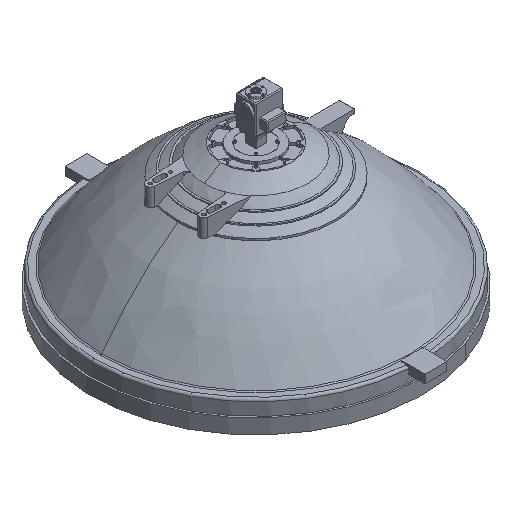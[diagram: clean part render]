
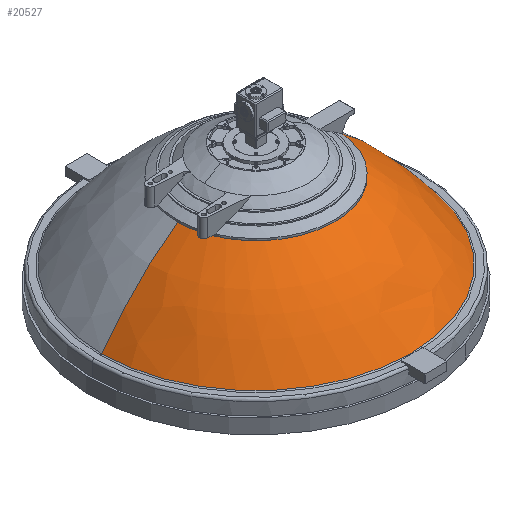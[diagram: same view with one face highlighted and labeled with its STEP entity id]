
A CAD part, isometric view. The second image highlights one B-rep face of the part: STEP entity #20527.
In plain terms, the highlighted free-form (B-spline) face has degree [3, 3] with [7, 4] control points.
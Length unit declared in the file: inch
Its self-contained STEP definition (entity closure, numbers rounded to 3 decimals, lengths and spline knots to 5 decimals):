
#490 = CARTESIAN_POINT ( 'NONE',  ( 9.24374, -0.39011, -3.493 ) ) ;
#2550 = CARTESIAN_POINT ( 'NONE',  ( -16.39827, -32.79654, -10.16572 ) ) ;
#4323 = CARTESIAN_POINT ( 'NONE',  ( 11.89074, 0., -5.46483 ) ) ;
#4829 = CARTESIAN_POINT ( 'NONE',  ( 16.39827, -32.79654, -10.16572 ) ) ;
#8242 = DIRECTION ( 'NONE',  ( 0., 0., -1. ) ) ;
#9828 = CARTESIAN_POINT ( 'NONE',  ( -18.16939, -36.33877, -12.45577 ) ) ;
#10266 = CARTESIAN_POINT ( 'NONE',  ( -16.39827, 0., -10.16572 ) ) ;
#10504 =( BOUNDED_SURFACE ( )  B_SPLINE_SURFACE ( 3, 3, ( 
 ( #26581, #17037, #85004, #38280 ),
 ( #11596, #38774, #78216, #46512 ),
 ( #4323, #12053, #70989, #83207 ),
 ( #77755, #19297, #75966, #53301 ),
 ( #68739, #4829, #2550, #67797 ),
 ( #46011, #19763, #54253, #61484 ),
 ( #18832, #90906, #9828, #75008 ) ),
 .UNSPECIFIED., .F., .F., .T. ) 
 B_SPLINE_SURFACE_WITH_KNOTS ( ( 4, 1, 1, 1, 4 ),
 ( 4, 4 ),
 ( 0., 4183.51976, 8344.22716, 12881.80577, 16134.50374 ),
 ( 0., 1. ),
 .UNSPECIFIED. ) 
 GEOMETRIC_REPRESENTATION_ITEM ( )  RATIONAL_B_SPLINE_SURFACE ( (
 ( 1., 0.333, 0.333, 1.),
 ( 1., 0.333, 0.333, 1.),
 ( 1., 0.333, 0.333, 1.),
 ( 1., 0.333, 0.333, 1.),
 ( 1., 0.333, 0.333, 1.),
 ( 1., 0.333, 0.333, 1.),
 ( 1., 0.333, 0.333, 1.) ) ) 
 REPRESENTATION_ITEM ( '' )  SURFACE ( )  );
#11596 = CARTESIAN_POINT ( 'NONE',  ( 10.1615, 0., -4.10918 ) ) ;
#11696 = EDGE_CURVE ( 'NONE', #32421, #62174, #71100, .T. ) ;
#12053 = CARTESIAN_POINT ( 'NONE',  ( 11.89074, -23.78147, -5.46483 ) ) ;
#16775 = EDGE_CURVE ( 'NONE', #74050, #44577, #23234, .T. ) ;
#17037 = CARTESIAN_POINT ( 'NONE',  ( 9.25197, -18.50394, -3.493 ) ) ;
#17551 = VERTEX_POINT ( 'NONE', #43156 ) ;
#17647 = DIRECTION ( 'NONE',  ( -1., 0., 0. ) ) ;
#17707 = CARTESIAN_POINT ( 'NONE',  ( 9.25197, -0.11976, -3.493 ) ) ;
#18832 = CARTESIAN_POINT ( 'NONE',  ( 18.16939, 0., -12.45578 ) ) ;
#19297 = CARTESIAN_POINT ( 'NONE',  ( 14.32718, -28.65435, -7.81043 ) ) ;
#19763 = CARTESIAN_POINT ( 'NONE',  ( 17.65763, -35.31525, -11.77388 ) ) ;
#20527 = ADVANCED_FACE ( 'NONE', ( #24772 ), #10504, .F. ) ;
#22734 = DIRECTION ( 'NONE',  ( -1., 0., 0. ) ) ;
#23234 = CIRCLE ( 'NONE', #35539, 18.16939 ) ;
#24277 = CARTESIAN_POINT ( 'NONE',  ( -10.1615, 0., -4.10918 ) ) ;
#24772 = FACE_OUTER_BOUND ( 'NONE', #61914, .T. ) ;
#26581 = CARTESIAN_POINT ( 'NONE',  ( 9.25197, 0., -3.493 ) ) ;
#27292 = ORIENTED_EDGE ( 'NONE', *, *, #16775, .F. ) ;
#27345 = ORIENTED_EDGE ( 'NONE', *, *, #11696, .T. ) ;
#30917 = CARTESIAN_POINT ( 'NONE',  ( 9.24934, -0.36956, -3.49621 ) ) ;
#31598 = CARTESIAN_POINT ( 'NONE',  ( -18.16939, 0., -12.45577 ) ) ;
#32421 = VERTEX_POINT ( 'NONE', #70428 ) ;
#32477 = CARTESIAN_POINT ( 'NONE',  ( -11.89074, 0., -5.46483 ) ) ;
#35539 = AXIS2_PLACEMENT_3D ( 'NONE', #59467, #8242, #22734 ) ;
#37251 = ORIENTED_EDGE ( 'NONE', *, *, #52822, .T. ) ;
#38068 = DIRECTION ( 'NONE',  ( 0., 0., -1. ) ) ;
#38280 = CARTESIAN_POINT ( 'NONE',  ( -9.25197, 0., -3.493 ) ) ;
#38595 = CARTESIAN_POINT ( 'NONE',  ( 9.24659, -0.37985, -3.49464 ) ) ;
#38774 = CARTESIAN_POINT ( 'NONE',  ( 10.1615, -20.323, -4.10918 ) ) ;
#39687 = CARTESIAN_POINT ( 'NONE',  ( -18.16939, 0., -12.45577 ) ) ;
#43156 = CARTESIAN_POINT ( 'NONE',  ( -9.25197, 0., -3.493 ) ) ;
#43723 = CARTESIAN_POINT ( 'NONE',  ( 16.39827, 0., -10.16572 ) ) ;
#44120 = EDGE_CURVE ( 'NONE', #54708, #17551, #67777, .T. ) ;
#44577 = VERTEX_POINT ( 'NONE', #31598 ) ;
#46011 = CARTESIAN_POINT ( 'NONE',  ( 17.65763, 0., -11.77388 ) ) ;
#46512 = CARTESIAN_POINT ( 'NONE',  ( -10.1615, 0., -4.10918 ) ) ;
#46758 = B_SPLINE_CURVE_WITH_KNOTS ( 'NONE', 3,
 ( #57774, #87644, #65034, #50992, #43723, #57292, #73202 ),
 .UNSPECIFIED., .F., .F.,
 ( 4, 1, 1, 1, 4 ),
 ( 0.00057, 4183.51976, 8344.22716, 12881.80577, 16134.50374 ),
 .UNSPECIFIED. ) ;
#46973 = CARTESIAN_POINT ( 'NONE',  ( -9.25197, 0., -3.493 ) ) ;
#48002 = CARTESIAN_POINT ( 'NONE',  ( 9.25197, -0.35922, -3.49772 ) ) ;
#48118 = ORIENTED_EDGE ( 'NONE', *, *, #44120, .T. ) ;
#50992 = CARTESIAN_POINT ( 'NONE',  ( 14.32718, 0., -7.81043 ) ) ;
#51244 = CARTESIAN_POINT ( 'NONE',  ( 9.25197, -0.35922, -3.49772 ) ) ;
#52822 = EDGE_CURVE ( 'NONE', #17551, #44577, #83162, .T. ) ;
#53301 = CARTESIAN_POINT ( 'NONE',  ( -14.32718, 0., -7.81043 ) ) ;
#54253 = CARTESIAN_POINT ( 'NONE',  ( -17.65763, -35.31525, -11.77388 ) ) ;
#54506 = ORIENTED_EDGE ( 'NONE', *, *, #66240, .F. ) ;
#54708 = VERTEX_POINT ( 'NONE', #68355 ) ;
#54714 = CARTESIAN_POINT ( 'NONE',  ( -17.65763, 0., -11.77388 ) ) ;
#57292 = CARTESIAN_POINT ( 'NONE',  ( 17.65763, 0., -11.77388 ) ) ;
#57774 = CARTESIAN_POINT ( 'NONE',  ( 9.25197, 0., -3.493 ) ) ;
#58503 = CARTESIAN_POINT ( 'NONE',  ( 18.16939, 0., -12.45578 ) ) ;
#59467 = CARTESIAN_POINT ( 'NONE',  ( 0., 0., -12.45578 ) ) ;
#61484 = CARTESIAN_POINT ( 'NONE',  ( -17.65763, 0., -11.77388 ) ) ;
#61699 = CARTESIAN_POINT ( 'NONE',  ( 9.25197, -0.35922, -3.49772 ) ) ;
#61914 = EDGE_LOOP ( 'NONE', ( #48118, #37251, #27292, #54506, #27345, #85602 ) ) ;
#62174 = VERTEX_POINT ( 'NONE', #48002 ) ;
#65034 = CARTESIAN_POINT ( 'NONE',  ( 11.89074, 0., -5.46483 ) ) ;
#66240 = EDGE_CURVE ( 'NONE', #32421, #74050, #46758, .T. ) ;
#67777 = CIRCLE ( 'NONE', #73878, 9.25197 ) ;
#67797 = CARTESIAN_POINT ( 'NONE',  ( -16.39827, 0., -10.16572 ) ) ;
#68355 = CARTESIAN_POINT ( 'NONE',  ( 9.24374, -0.39011, -3.493 ) ) ;
#68739 = CARTESIAN_POINT ( 'NONE',  ( 16.39827, 0., -10.16572 ) ) ;
#70428 = CARTESIAN_POINT ( 'NONE',  ( 9.25197, 0., -3.493 ) ) ;
#70989 = CARTESIAN_POINT ( 'NONE',  ( -11.89074, -23.78147, -5.46483 ) ) ;
#71100 = B_SPLINE_CURVE_WITH_KNOTS ( 'NONE', 3,
 ( #84369, #17707, #75198, #61699 ),
 .UNSPECIFIED., .F., .F.,
 ( 4, 4 ),
 ( 0., 0.00913 ),
 .UNSPECIFIED. ) ;
#73202 = CARTESIAN_POINT ( 'NONE',  ( 18.16939, 0., -12.45578 ) ) ;
#73878 = AXIS2_PLACEMENT_3D ( 'NONE', #74791, #38068, #17647 ) ;
#74050 = VERTEX_POINT ( 'NONE', #58503 ) ;
#74791 = CARTESIAN_POINT ( 'NONE',  ( 0., 0., -3.493 ) ) ;
#75008 = CARTESIAN_POINT ( 'NONE',  ( -18.16939, 0., -12.45577 ) ) ;
#75198 = CARTESIAN_POINT ( 'NONE',  ( 9.25197, -0.2395, -3.49458 ) ) ;
#75966 = CARTESIAN_POINT ( 'NONE',  ( -14.32718, -28.65435, -7.81043 ) ) ;
#77755 = CARTESIAN_POINT ( 'NONE',  ( 14.32718, 0., -7.81043 ) ) ;
#78216 = CARTESIAN_POINT ( 'NONE',  ( -10.1615, -20.323, -4.10918 ) ) ;
#83016 = EDGE_CURVE ( 'NONE', #62174, #54708, #94271, .T. ) ;
#83162 = B_SPLINE_CURVE_WITH_KNOTS ( 'NONE', 3,
 ( #46973, #24277, #32477, #83683, #10266, #54714, #39687 ),
 .UNSPECIFIED., .F., .F.,
 ( 4, 1, 1, 1, 4 ),
 ( 0.00057, 4183.51976, 8344.22716, 12881.80577, 16134.50374 ),
 .UNSPECIFIED. ) ;
#83207 = CARTESIAN_POINT ( 'NONE',  ( -11.89074, 0., -5.46483 ) ) ;
#83683 = CARTESIAN_POINT ( 'NONE',  ( -14.32718, 0., -7.81043 ) ) ;
#84369 = CARTESIAN_POINT ( 'NONE',  ( 9.25197, 0., -3.493 ) ) ;
#85004 = CARTESIAN_POINT ( 'NONE',  ( -9.25197, -18.50394, -3.493 ) ) ;
#85602 = ORIENTED_EDGE ( 'NONE', *, *, #83016, .T. ) ;
#87644 = CARTESIAN_POINT ( 'NONE',  ( 10.1615, 0., -4.10918 ) ) ;
#90906 = CARTESIAN_POINT ( 'NONE',  ( 18.16939, -36.33877, -12.45578 ) ) ;
#94271 = B_SPLINE_CURVE_WITH_KNOTS ( 'NONE', 3,
 ( #51244, #30917, #38595, #490 ),
 .UNSPECIFIED., .F., .F.,
 ( 4, 4 ),
 ( 0., 0.00082 ),
 .UNSPECIFIED. ) ;
